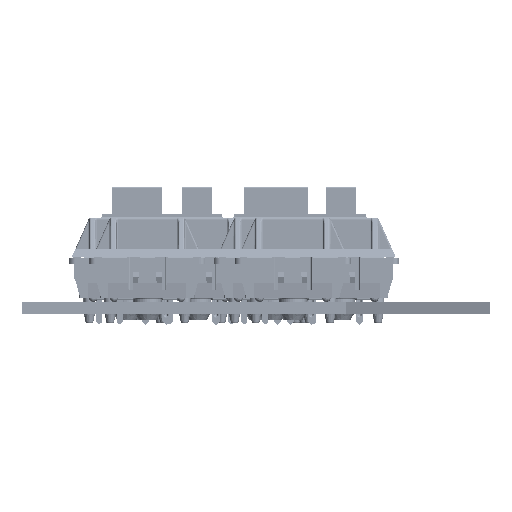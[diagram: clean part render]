
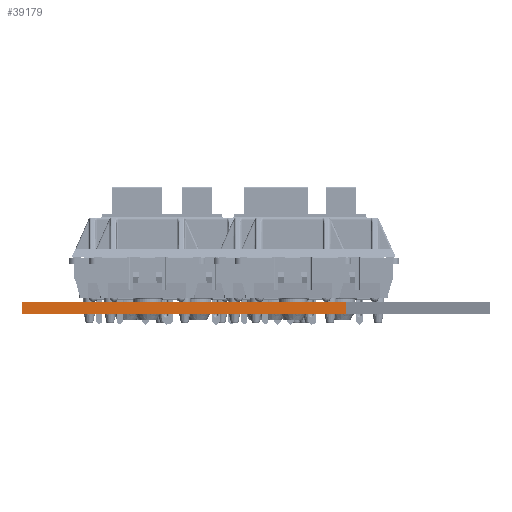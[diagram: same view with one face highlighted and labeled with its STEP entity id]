
A CAD part, front view. The second image highlights one B-rep face of the part: STEP entity #39179.
In plain terms, the highlighted planar face has unit normal (0, -1, 0).
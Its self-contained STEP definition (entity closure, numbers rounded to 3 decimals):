
#39123 = VERTEX_POINT('',#39124);
#39124 = CARTESIAN_POINT('',(90.59,-146.825,1.51));
#39130 = EDGE_CURVE('',#39131,#39123,#39133,.T.);
#39131 = VERTEX_POINT('',#39132);
#39132 = CARTESIAN_POINT('',(90.59,-146.825,0.));
#39133 = LINE('',#39134,#39135);
#39134 = CARTESIAN_POINT('',(90.59,-146.825,0.));
#39135 = VECTOR('',#39136,1.);
#39136 = DIRECTION('',(0.,0.,1.));
#39179 = ADVANCED_FACE('',(#39180),#39205,.T.);
#39180 = FACE_BOUND('',#39181,.T.);
#39181 = EDGE_LOOP('',(#39182,#39183,#39191,#39199));
#39182 = ORIENTED_EDGE('',*,*,#39130,.T.);
#39183 = ORIENTED_EDGE('',*,*,#39184,.T.);
#39184 = EDGE_CURVE('',#39123,#39185,#39187,.T.);
#39185 = VERTEX_POINT('',#39186);
#39186 = CARTESIAN_POINT('',(47.1,-146.825,1.51));
#39187 = LINE('',#39188,#39189);
#39188 = CARTESIAN_POINT('',(90.59,-146.825,1.51));
#39189 = VECTOR('',#39190,1.);
#39190 = DIRECTION('',(-1.,0.,0.));
#39191 = ORIENTED_EDGE('',*,*,#39192,.F.);
#39192 = EDGE_CURVE('',#39193,#39185,#39195,.T.);
#39193 = VERTEX_POINT('',#39194);
#39194 = CARTESIAN_POINT('',(47.1,-146.825,0.));
#39195 = LINE('',#39196,#39197);
#39196 = CARTESIAN_POINT('',(47.1,-146.825,0.));
#39197 = VECTOR('',#39198,1.);
#39198 = DIRECTION('',(0.,0.,1.));
#39199 = ORIENTED_EDGE('',*,*,#39200,.F.);
#39200 = EDGE_CURVE('',#39131,#39193,#39201,.T.);
#39201 = LINE('',#39202,#39203);
#39202 = CARTESIAN_POINT('',(90.59,-146.825,0.));
#39203 = VECTOR('',#39204,1.);
#39204 = DIRECTION('',(-1.,0.,0.));
#39205 = PLANE('',#39206);
#39206 = AXIS2_PLACEMENT_3D('',#39207,#39208,#39209);
#39207 = CARTESIAN_POINT('',(90.59,-146.825,0.));
#39208 = DIRECTION('',(0.,-1.,0.));
#39209 = DIRECTION('',(-1.,0.,0.));
